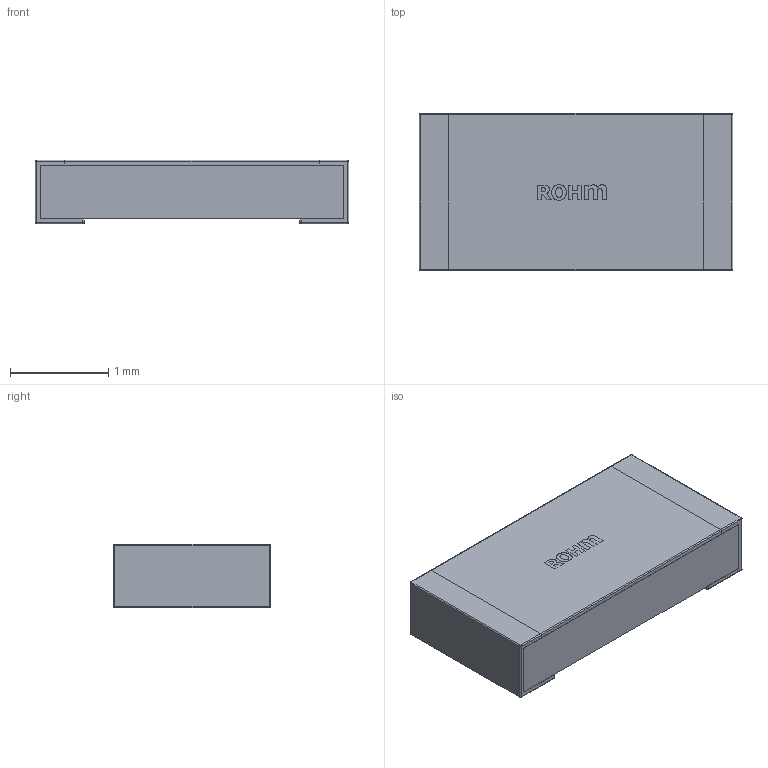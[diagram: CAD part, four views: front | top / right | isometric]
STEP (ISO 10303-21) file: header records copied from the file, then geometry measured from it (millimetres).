
FILE_DESCRIPTION(/* description */ (''),/* implementation_level */ '2;1');
FILE_NAME(/* name */ 'KTR18.stp',/* time_stamp */ '2020-12-09T17:37:58+02:00',/* author */ ('thall'),/* organization */ (''),/* preprocessor_version */ 'ST-DEVELOPER v18.1',/* originating_system */ 'Autodesk Inventor 2021',/* authorisation */ '');
FILE_SCHEMA (('AUTOMOTIVE_DESIGN { 1 0 10303 214 3 1 1 }'));
Length unit declared in the file: millimetre
Products named in the file (5): KTR18; Terminals; Logo; Body; Coating
Assembly tree (4 placements, depth 2):
  KTR18
    Terminals
    Logo
    Body
    Coating
Bounding box: 3.2 x 1.6 x 0.65 mm (x, y, z)
Volume: 3.2 mm3; surface area: 33 mm2
Topology: 8 solids, 8 shells, 148 faces, 364 edges, 232 vertices
Faces by surface type: plane 74, bspline 34, cylinder 32, sphere 8
Entity records: 4723 total; most frequent: CARTESIAN_POINT 1181, ORIENTED_EDGE 728, DIRECTION 618, EDGE_CURVE 364, LINE 236, VECTOR 236, VERTEX_POINT 232, AXIS2_PLACEMENT_3D 191
